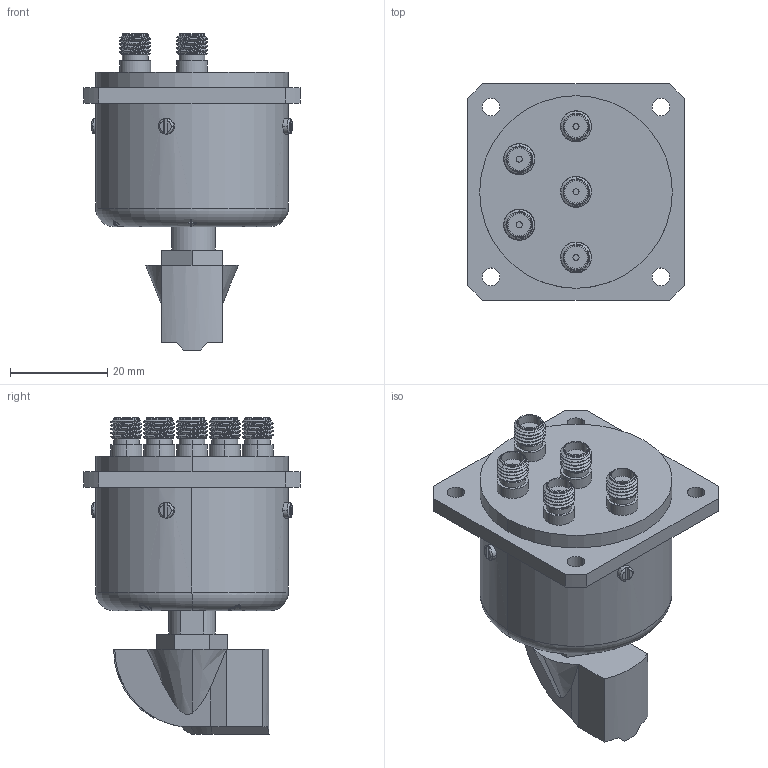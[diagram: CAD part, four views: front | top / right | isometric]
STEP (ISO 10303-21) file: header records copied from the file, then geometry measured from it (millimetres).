
FILE_DESCRIPTION (( 'STEP AP214' ), '1' );
FILE_NAME ('FMSM1003_3D.step', '2025-03-05T00:21:10', ( '' ), ( '' ), 'SwSTEP 2.0', 'SolidWorks 2022', '' );
FILE_SCHEMA (( 'AUTOMOTIVE_DESIGN' ));
Length unit declared in the file: inch
Products named in the file (1): FMSM1003_3D
Bounding box: 44.45 x 44.45 x 65.02 mm (x, y, z)
Volume: 47366 mm3; surface area: 11096 mm2
Topology: 1 solids, 1 shells, 331 faces, 857 edges, 561 vertices
Faces by surface type: cylinder 124, plane 104, bspline 48, cone 36, torus 19
Entity records: 17497 total; most frequent: CARTESIAN_POINT 10026, ORIENTED_EDGE 1712, DIRECTION 1312, EDGE_CURVE 856, VERTEX_POINT 561, AXIS2_PLACEMENT_3D 497, EDGE_LOOP 373, ADVANCED_FACE 331
